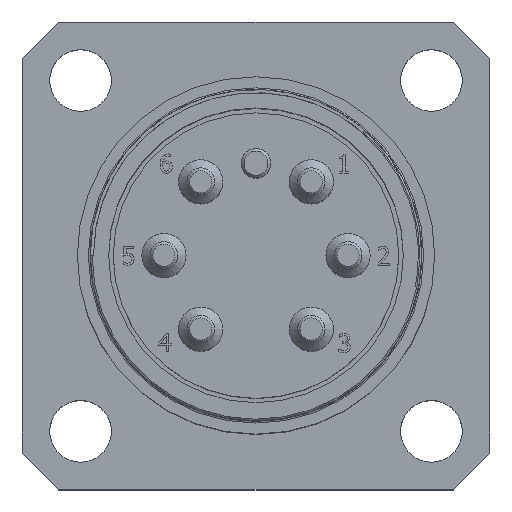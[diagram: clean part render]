
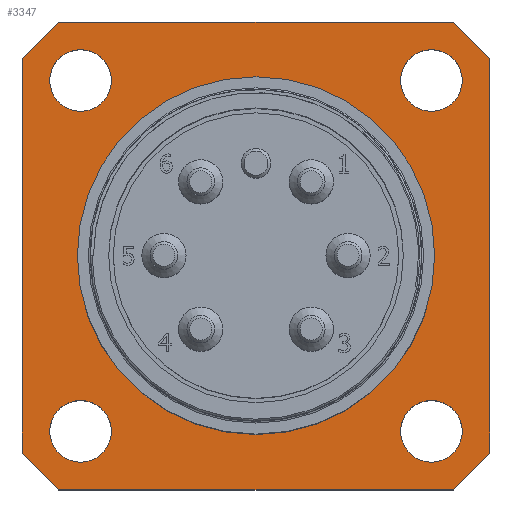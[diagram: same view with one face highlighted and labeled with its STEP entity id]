
A CAD part, top view. The second image highlights one B-rep face of the part: STEP entity #3347.
In plain terms, the highlighted planar face has unit normal (0, 0, 1).
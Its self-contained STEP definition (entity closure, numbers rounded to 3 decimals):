
#95=CIRCLE($,#3527,19.4);
#96=CIRCLE($,#3528,3.35);
#97=CIRCLE($,#3529,3.35);
#98=CIRCLE($,#3530,3.35);
#99=CIRCLE($,#3531,3.35);
#380=FACE_BOUND($,#815,.T.);
#381=FACE_BOUND($,#816,.T.);
#382=FACE_BOUND($,#817,.T.);
#383=FACE_BOUND($,#818,.T.);
#384=FACE_BOUND($,#819,.T.);
#578=FACE_OUTER_BOUND($,#814,.T.);
#814=EDGE_LOOP($,(#2895,#2896,#2897,#2898,#2899,#2900,#2901,#2902));
#815=EDGE_LOOP($,(#2903));
#816=EDGE_LOOP($,(#2904));
#817=EDGE_LOOP($,(#2905));
#818=EDGE_LOOP($,(#2906));
#819=EDGE_LOOP($,(#2907));
#1132=LINE($,#6050,#1366);
#1138=LINE($,#6061,#1372);
#1145=LINE($,#6087,#1379);
#1148=LINE($,#6092,#1382);
#1150=LINE($,#6096,#1384);
#1151=LINE($,#6098,#1385);
#1152=LINE($,#6099,#1386);
#1153=LINE($,#6100,#1387);
#1366=VECTOR($,#4043,5.657);
#1372=VECTOR($,#4051,42.8);
#1379=VECTOR($,#4072,5.657);
#1382=VECTOR($,#4077,42.8);
#1384=VECTOR($,#4081,5.657);
#1385=VECTOR($,#4082,42.8);
#1386=VECTOR($,#4083,5.657);
#1387=VECTOR($,#4084,42.8);
#1644=VERTEX_POINT($,#6048);
#1645=VERTEX_POINT($,#6049);
#1649=VERTEX_POINT($,#6059);
#1660=VERTEX_POINT($,#6085);
#1661=VERTEX_POINT($,#6086);
#1662=VERTEX_POINT($,#6091);
#1663=VERTEX_POINT($,#6095);
#1664=VERTEX_POINT($,#6097);
#1665=VERTEX_POINT($,#6101);
#1666=VERTEX_POINT($,#6103);
#1667=VERTEX_POINT($,#6105);
#1668=VERTEX_POINT($,#6107);
#1669=VERTEX_POINT($,#6109);
#2076=EDGE_CURVE($,#1644,#1645,#1132,.T.);
#2082=EDGE_CURVE($,#1649,#1644,#1138,.T.);
#2094=EDGE_CURVE($,#1660,#1661,#1145,.T.);
#2097=EDGE_CURVE($,#1661,#1662,#1148,.T.);
#2099=EDGE_CURVE($,#1663,#1649,#1150,.T.);
#2100=EDGE_CURVE($,#1664,#1663,#1151,.T.);
#2101=EDGE_CURVE($,#1662,#1664,#1152,.T.);
#2102=EDGE_CURVE($,#1645,#1660,#1153,.T.);
#2103=EDGE_CURVE($,#1665,#1665,#95,.T.);
#2104=EDGE_CURVE($,#1666,#1666,#96,.T.);
#2105=EDGE_CURVE($,#1667,#1667,#97,.T.);
#2106=EDGE_CURVE($,#1668,#1668,#98,.T.);
#2107=EDGE_CURVE($,#1669,#1669,#99,.T.);
#2895=ORIENTED_EDGE($,*,*,#2076,.F.);
#2896=ORIENTED_EDGE($,*,*,#2082,.F.);
#2897=ORIENTED_EDGE($,*,*,#2099,.F.);
#2898=ORIENTED_EDGE($,*,*,#2100,.F.);
#2899=ORIENTED_EDGE($,*,*,#2101,.F.);
#2900=ORIENTED_EDGE($,*,*,#2097,.F.);
#2901=ORIENTED_EDGE($,*,*,#2094,.F.);
#2902=ORIENTED_EDGE($,*,*,#2102,.F.);
#2903=ORIENTED_EDGE($,*,*,#2103,.T.);
#2904=ORIENTED_EDGE($,*,*,#2104,.T.);
#2905=ORIENTED_EDGE($,*,*,#2105,.T.);
#2906=ORIENTED_EDGE($,*,*,#2106,.T.);
#2907=ORIENTED_EDGE($,*,*,#2107,.T.);
#3129=PLANE($,#3526);
#3347=ADVANCED_FACE($,(#578,#380,#381,#382,#383,#384),#3129,.T.);
#3526=AXIS2_PLACEMENT_3D($,#6094,#4079,#4080);
#3527=AXIS2_PLACEMENT_3D($,#6102,#4085,#4086);
#3528=AXIS2_PLACEMENT_3D($,#6104,#4087,#4088);
#3529=AXIS2_PLACEMENT_3D($,#6106,#4089,#4090);
#3530=AXIS2_PLACEMENT_3D($,#6108,#4091,#4092);
#3531=AXIS2_PLACEMENT_3D($,#6110,#4093,#4094);
#4043=DIRECTION($,(0.707,0.707,0.));
#4051=DIRECTION($,(0.,1.,0.));
#4072=DIRECTION($,(0.707,-0.707,0.));
#4077=DIRECTION($,(0.,-1.,0.));
#4079=DIRECTION('center_axis',(0.,0.,1.));
#4080=DIRECTION('ref_axis',(1.,0.,0.));
#4081=DIRECTION($,(-0.707,0.707,0.));
#4082=DIRECTION($,(-1.,0.,0.));
#4083=DIRECTION($,(-0.707,-0.707,0.));
#4084=DIRECTION($,(1.,0.,0.));
#4085=DIRECTION('center_axis',(0.,0.,-1.));
#4086=DIRECTION('ref_axis',(-1.,0.,0.));
#4087=DIRECTION('center_axis',(0.,0.,-1.));
#4088=DIRECTION('ref_axis',(-1.,0.,0.));
#4089=DIRECTION('center_axis',(0.,0.,-1.));
#4090=DIRECTION('ref_axis',(0.,-1.,0.));
#4091=DIRECTION('center_axis',(0.,0.,-1.));
#4092=DIRECTION('ref_axis',(1.,0.,0.));
#4093=DIRECTION('center_axis',(0.,0.,-1.));
#4094=DIRECTION('ref_axis',(0.,1.,0.));
#6048=CARTESIAN_POINT('',(-25.4,21.4,22.2));
#6049=CARTESIAN_POINT('',(-21.4,25.4,22.2));
#6050=CARTESIAN_POINT($,(-23.4,23.4,22.2));
#6059=CARTESIAN_POINT('',(-25.4,-21.4,22.2));
#6061=CARTESIAN_POINT($,(-25.4,-25.4,22.2));
#6085=CARTESIAN_POINT('',(21.4,25.4,22.2));
#6086=CARTESIAN_POINT('',(25.4,21.4,22.2));
#6087=CARTESIAN_POINT($,(23.4,23.4,22.2));
#6091=CARTESIAN_POINT('',(25.4,-21.4,22.2));
#6092=CARTESIAN_POINT($,(25.4,25.4,22.2));
#6094=CARTESIAN_POINT('Origin',(0.,0.,22.2));
#6095=CARTESIAN_POINT('',(-21.4,-25.4,22.2));
#6096=CARTESIAN_POINT($,(-23.4,-23.4,22.2));
#6097=CARTESIAN_POINT('',(21.4,-25.4,22.2));
#6098=CARTESIAN_POINT($,(25.4,-25.4,22.2));
#6099=CARTESIAN_POINT($,(23.4,-23.4,22.2));
#6100=CARTESIAN_POINT($,(-25.4,25.4,22.2));
#6101=CARTESIAN_POINT('',(19.4,0.,22.2));
#6102=CARTESIAN_POINT('Origin',(0.,0.,22.2));
#6103=CARTESIAN_POINT('',(-15.699,19.049,22.2));
#6104=CARTESIAN_POINT('Origin',(-19.049,19.049,22.2));
#6105=CARTESIAN_POINT('',(-19.049,-15.699,22.2));
#6106=CARTESIAN_POINT('Origin',(-19.049,-19.049,22.2));
#6107=CARTESIAN_POINT('',(15.699,-19.049,22.2));
#6108=CARTESIAN_POINT('Origin',(19.049,-19.049,22.2));
#6109=CARTESIAN_POINT('',(19.049,15.699,22.2));
#6110=CARTESIAN_POINT('Origin',(19.049,19.049,22.2));
